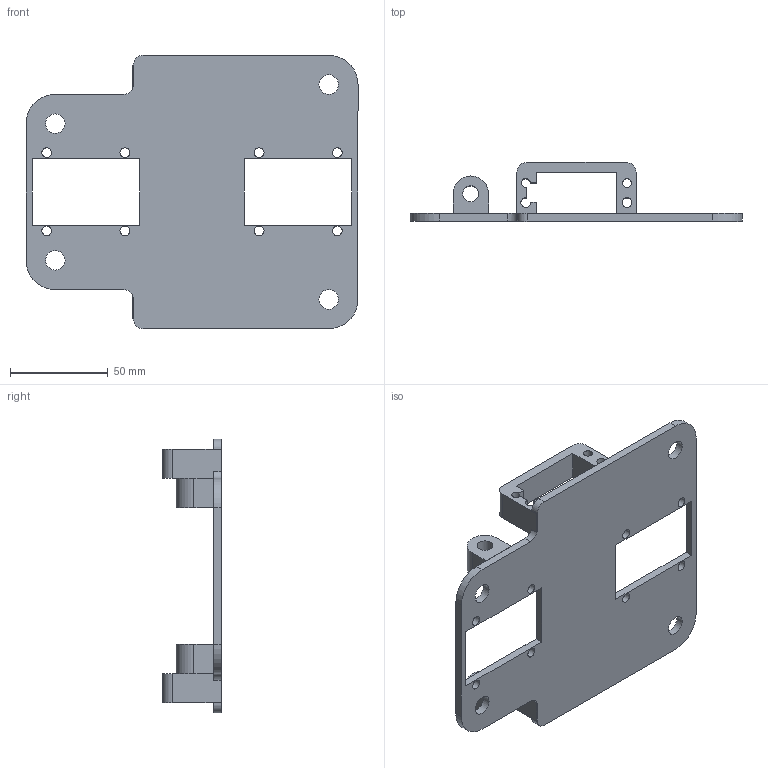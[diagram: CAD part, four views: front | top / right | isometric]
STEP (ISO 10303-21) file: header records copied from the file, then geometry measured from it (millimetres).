
FILE_DESCRIPTION(/* description */ (''),/* implementation_level */ '2;1');
FILE_NAME(/* name */ 'Base1.stp',/* time_stamp */ '2024-05-08T14:54:13-05:00',/* author */ ('EI-09'),/* organization */ (''),/* preprocessor_version */ 'ST-DEVELOPER v19',/* originating_system */ 'Autodesk Inventor 2023',/* authorisation */ '');
FILE_SCHEMA (('AUTOMOTIVE_DESIGN { 1 0 10303 214 3 1 1 }'));
Length unit declared in the file: millimetre
Products named in the file (1): Base
Bounding box: 170 x 30.03 x 140 mm (x, y, z)
Volume: 94610.2 mm3; surface area: 52196.8 mm2
Topology: 3 solids, 3 shells, 92 faces, 263 edges, 185 vertices
Faces by surface type: plane 56, cylinder 36
Full cylindrical faces by diameter (mm): 4.6 x2, 5 x10, 8.2 x2, 10 x4
Entity records: 3133 total; most frequent: CARTESIAN_POINT 535, DIRECTION 520, ORIENTED_EDGE 512, EDGE_CURVE 256, LINE 182, VECTOR 182, VERTEX_POINT 170, AXIS2_PLACEMENT_3D 169
